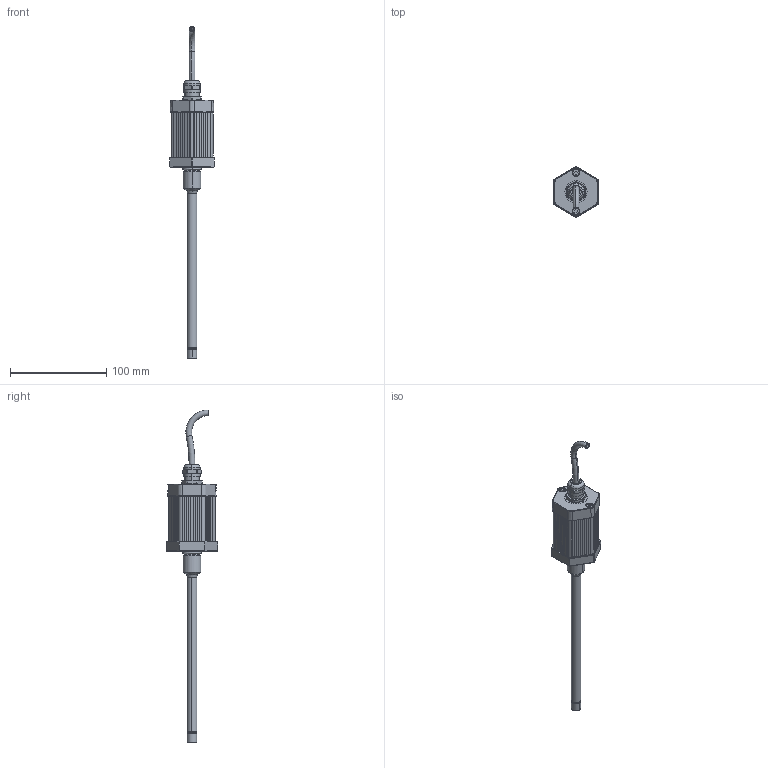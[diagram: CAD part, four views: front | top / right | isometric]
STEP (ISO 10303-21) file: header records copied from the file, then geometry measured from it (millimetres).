
FILE_DESCRIPTION (( 'STEP AP214' ), '1' );
FILE_NAME ('TH1-0100-106-___-20_.STEP', '2014-07-09T11:51:35', ( 'dummy' ), ( 'Microsoft' ), 'SwSTEP 2.0', 'SolidWorks 2013', '' );
FILE_SCHEMA (( 'AUTOMOTIVE_DESIGN' ));
Length unit declared in the file: millimetre
Products named in the file (1): TH1-0100-106-___-20_
Bounding box: 46 x 52.96 x 344.34 mm (x, y, z)
Surface area: 28550.6 mm2 (no closed solid volume)
Topology: 0 solids, 52 shells, 473 faces, 2799 edges, 2357 vertices
Faces by surface type: plane 278, cylinder 105, torus 36, cone 30, bspline 22, sphere 2
Entity records: 37631 total; most frequent: CARTESIAN_POINT 13133, ORIENTED_EDGE 3438, DIRECTION 3291, EDGE_CURVE 2796, VERTEX_POINT 2356, LINE 1571, VECTOR 1571, AXIS2_PLACEMENT_3D 860
